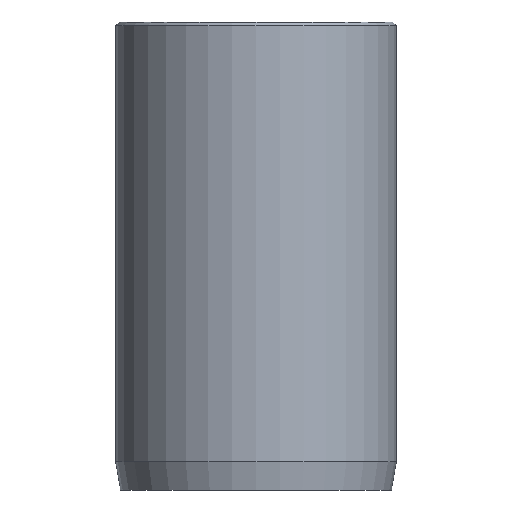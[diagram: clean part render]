
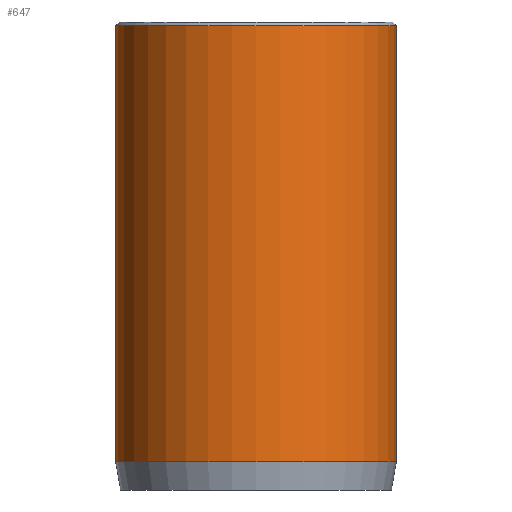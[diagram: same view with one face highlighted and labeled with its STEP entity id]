
A CAD part, front view. The second image highlights one B-rep face of the part: STEP entity #647.
In plain terms, the highlighted cylindrical face has radius 7.5 mm (diameter 15 mm), a partial arc.
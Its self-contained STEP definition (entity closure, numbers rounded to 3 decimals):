
#34 = ORIENTED_EDGE ( 'NONE', *, *, #329, .T. ) ;
#54 = EDGE_CURVE ( 'NONE', #808, #1073, #940, .T. ) ;
#74 = VECTOR ( 'NONE', #755, 1000. ) ;
#252 = CARTESIAN_POINT ( 'NONE',  ( -7.5, 0., 24.8 ) ) ;
#301 = EDGE_LOOP ( 'NONE', ( #1038, #304, #895, #34 ) ) ;
#304 = ORIENTED_EDGE ( 'NONE', *, *, #54, .T. ) ;
#329 = EDGE_CURVE ( 'NONE', #1057, #707, #994, .T. ) ;
#332 = LINE ( 'NONE', #760, #74 ) ;
#338 = AXIS2_PLACEMENT_3D ( 'NONE', #923, #857, #431 ) ;
#376 = CARTESIAN_POINT ( 'NONE',  ( 0., 0., 25. ) ) ;
#429 = VECTOR ( 'NONE', #721, 1000. ) ;
#431 = DIRECTION ( 'NONE',  ( 1., 0., 0. ) ) ;
#484 = DIRECTION ( 'NONE',  ( 0., 0., -1. ) ) ;
#488 = CARTESIAN_POINT ( 'NONE',  ( 0., 0., 1.5 ) ) ;
#586 = DIRECTION ( 'NONE',  ( 1., 0., 0. ) ) ;
#618 = CARTESIAN_POINT ( 'NONE',  ( 7.5, 0., 25. ) ) ;
#647 = ADVANCED_FACE ( 'NONE', ( #698 ), #1112, .T. ) ;
#659 = CARTESIAN_POINT ( 'NONE',  ( -7.5, 0., 1.5 ) ) ;
#698 = FACE_OUTER_BOUND ( 'NONE', #301, .T. ) ;
#707 = VERTEX_POINT ( 'NONE', #817 ) ;
#721 = DIRECTION ( 'NONE',  ( 0., 0., -1. ) ) ;
#747 = AXIS2_PLACEMENT_3D ( 'NONE', #488, #1146, #586 ) ;
#755 = DIRECTION ( 'NONE',  ( 0., 0., -1. ) ) ;
#760 = CARTESIAN_POINT ( 'NONE',  ( -7.5, 0., 25. ) ) ;
#808 = VERTEX_POINT ( 'NONE', #1047 ) ;
#817 = CARTESIAN_POINT ( 'NONE',  ( 7.5, 0., 1.5 ) ) ;
#857 = DIRECTION ( 'NONE',  ( 0., 0., -1. ) ) ;
#895 = ORIENTED_EDGE ( 'NONE', *, *, #1087, .T. ) ;
#915 = EDGE_CURVE ( 'NONE', #808, #707, #956, .T. ) ;
#923 = CARTESIAN_POINT ( 'NONE',  ( 0., 0., 24.8 ) ) ;
#940 = CIRCLE ( 'NONE', #338, 7.5 ) ;
#956 = LINE ( 'NONE', #618, #429 ) ;
#994 = CIRCLE ( 'NONE', #747, 7.5 ) ;
#1012 = AXIS2_PLACEMENT_3D ( 'NONE', #376, #484, #1236 ) ;
#1038 = ORIENTED_EDGE ( 'NONE', *, *, #915, .F. ) ;
#1047 = CARTESIAN_POINT ( 'NONE',  ( 7.5, 0., 24.8 ) ) ;
#1057 = VERTEX_POINT ( 'NONE', #659 ) ;
#1073 = VERTEX_POINT ( 'NONE', #252 ) ;
#1087 = EDGE_CURVE ( 'NONE', #1073, #1057, #332, .T. ) ;
#1112 = CYLINDRICAL_SURFACE ( 'NONE', #1012, 7.5 ) ;
#1146 = DIRECTION ( 'NONE',  ( 0., 0., 1. ) ) ;
#1236 = DIRECTION ( 'NONE',  ( -1., 0., 0. ) ) ;
